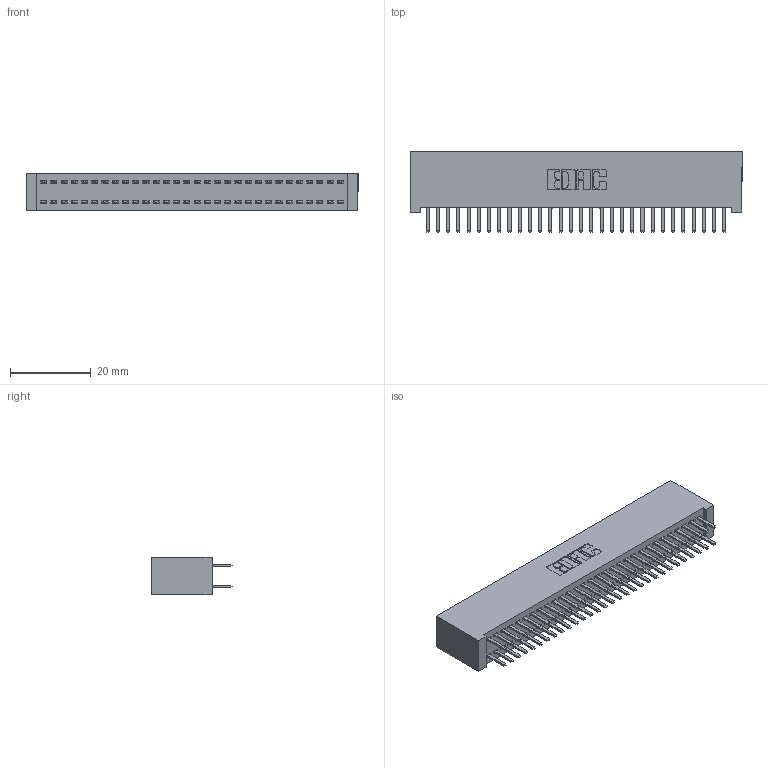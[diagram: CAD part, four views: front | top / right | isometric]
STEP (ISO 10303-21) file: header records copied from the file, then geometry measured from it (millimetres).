
FILE_DESCRIPTION (( 'STEP AP203' ), '1' );
FILE_NAME ('392-060-520-201.STEP', '2019-10-08T17:09:27', ( '' ), ( '' ), 'SwSTEP 2.0', 'SolidWorks 2016', '' );
FILE_SCHEMA (( 'CONFIG_CONTROL_DESIGN' ));
Length unit declared in the file: inch
Products named in the file (3): 342 Part_Lugless; 345-292-001_345-293-120; 392-060-520-201
Assembly tree (61 placements, depth 2):
  392-060-520-201
    342 Part_Lugless
    345-292-001_345-293-120  x60
Bounding box: 82.45 x 20.02 x 9.4 mm (x, y, z)
Volume: 7764.3 mm3; surface area: 12726.7 mm2
Topology: 61 solids, 61 shells, 3462 faces, 10055 edges, 6542 vertices
Faces by surface type: plane 2342, cylinder 1120
Entity records: 20557 total; most frequent: CARTESIAN_POINT 3430, ORIENTED_EDGE 3354, DIRECTION 2933, EDGE_CURVE 1677, LINE 1553, VECTOR 1553, VERTEX_POINT 1114, AXIS2_PLACEMENT_3D 690
